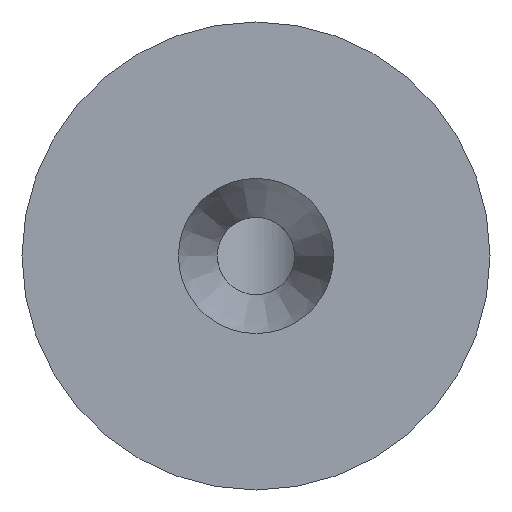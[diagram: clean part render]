
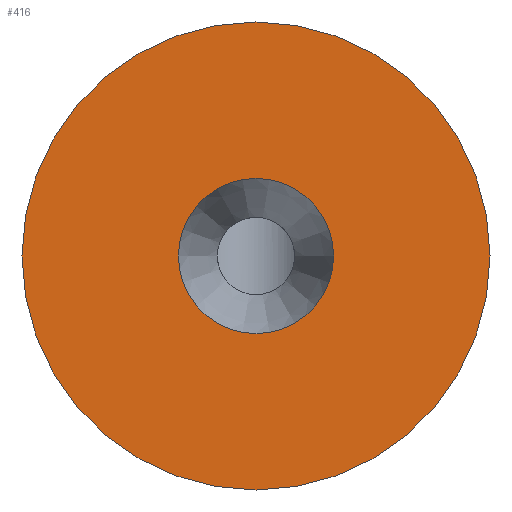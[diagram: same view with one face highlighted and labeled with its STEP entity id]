
A CAD part, front view. The second image highlights one B-rep face of the part: STEP entity #416.
In plain terms, the highlighted planar face has unit normal (0, -1, 0).
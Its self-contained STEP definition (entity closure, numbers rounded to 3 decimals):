
#27=FACE_BOUND('',#107,.T.);
#29=PLANE('',#456);
#82=FACE_OUTER_BOUND('',#106,.T.);
#106=EDGE_LOOP('',(#286));
#107=EDGE_LOOP('',(#287));
#154=CIRCLE('',#453,0.995);
#156=CIRCLE('',#457,3.);
#168=VERTEX_POINT('',#552);
#171=VERTEX_POINT('',#595);
#211=EDGE_CURVE('',#168,#168,#154,.T.);
#216=EDGE_CURVE('',#171,#171,#156,.T.);
#286=ORIENTED_EDGE('',*,*,#216,.F.);
#287=ORIENTED_EDGE('',*,*,#211,.F.);
#416=ADVANCED_FACE('',(#82,#27),#29,.F.);
#453=AXIS2_PLACEMENT_3D('',#553,#484,#485);
#456=AXIS2_PLACEMENT_3D('',#594,#492,#493);
#457=AXIS2_PLACEMENT_3D('',#596,#494,#495);
#484=DIRECTION('center_axis',(0.,-1.,0.));
#485=DIRECTION('ref_axis',(1.,0.,0.));
#492=DIRECTION('center_axis',(0.,1.,0.));
#493=DIRECTION('ref_axis',(1.,0.,0.));
#494=DIRECTION('center_axis',(0.,1.,0.));
#495=DIRECTION('ref_axis',(1.,0.,0.));
#552=CARTESIAN_POINT('',(-0.995,0.,0.));
#553=CARTESIAN_POINT('Origin',(0.,0.,0.));
#594=CARTESIAN_POINT('Origin',(0.,0.,0.));
#595=CARTESIAN_POINT('',(-3.,0.,0.));
#596=CARTESIAN_POINT('Origin',(0.,0.,0.));
